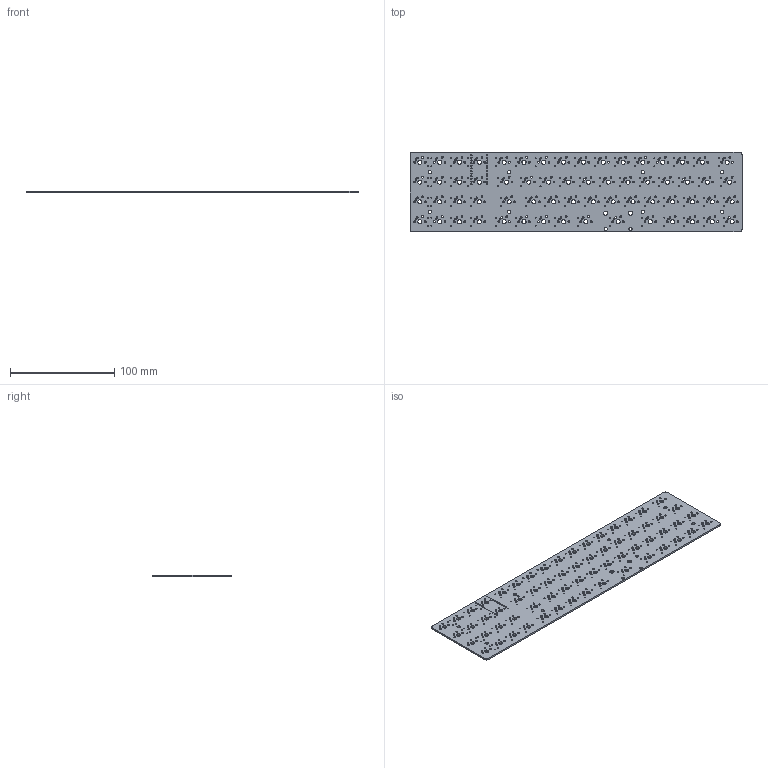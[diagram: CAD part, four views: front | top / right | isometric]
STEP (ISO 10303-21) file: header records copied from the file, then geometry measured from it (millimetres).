
FILE_DESCRIPTION(('KiCad electronic assembly'),'2;1');
FILE_NAME('AugioS.step','2020-04-20T17:31:03',('An Author'),('A Company' ),'Open CASCADE STEP processor 6.9','KiCad to STEP converter', 'Unknown');
FILE_SCHEMA(('AUTOMOTIVE_DESIGN { 1 0 10303 214 1 1 1 1 }'));
Length unit declared in the file: millimetre
Products named in the file (2): Open CASCADE STEP translator 6.9 1; COMPOUND
Assembly tree (1 placements, depth 2):
  Open CASCADE STEP translator 6.9 1
    COMPOUND
Bounding box: 319.09 x 76.2 x 1.6 mm (x, y, z)
Volume: 36193.8 mm3; surface area: 51353.4 mm2
Topology: 1 solids, 1 shells, 741 faces, 2217 edges, 1478 vertices
Faces by surface type: cylinder 733, plane 8
Full cylindrical faces by diameter (mm): 1 x126, 1.092 x24, 1.47 x126, 1.75 x126, 3.048 x2, 3.2 x8, 3.988 x65
Entity records: 56653 total; most frequent: DIRECTION 9351, CARTESIAN_POINT 9124, ORIENTED_EDGE 4434, PCURVE 4434, DEFINITIONAL_REPRESENTATION 4434, LINE 3467, VECTOR 3467, CIRCLE 2932
